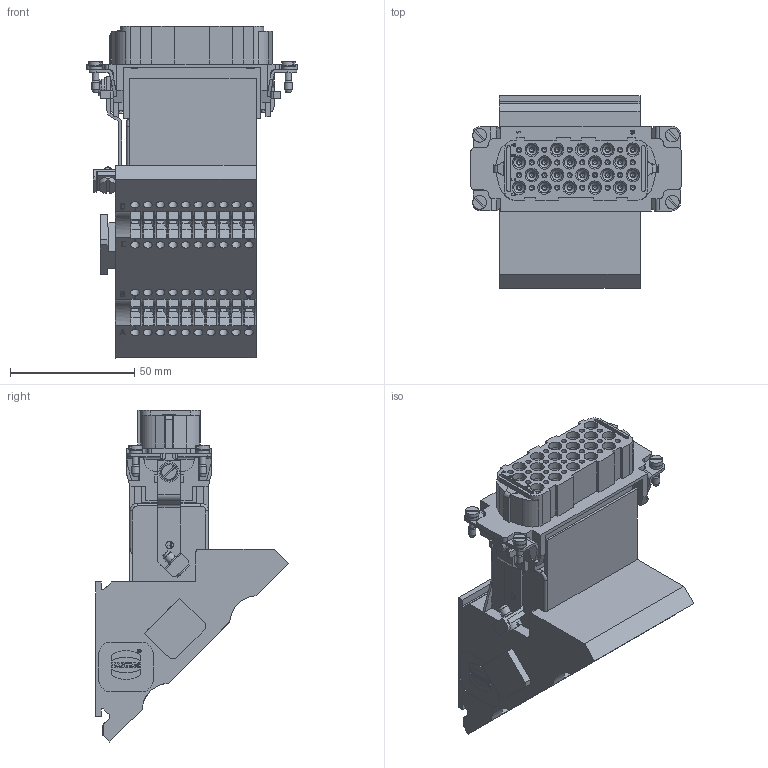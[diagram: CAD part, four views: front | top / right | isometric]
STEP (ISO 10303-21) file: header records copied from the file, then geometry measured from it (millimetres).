
FILE_DESCRIPTION(/* description */ (''),/* implementation_level */ '2;1');
FILE_NAME(/* name */ '100209478ugm000_c.stp',/* time_stamp */ '2019-12-02T13:04:19+01:00',/* author */ (''),/* organization */ (''),/* preprocessor_version */ 'ST-DEVELOPER v16.7',/* originating_system */ 'SIEMENS PLM Software NX 12.0',/* authorisation */ '');
FILE_SCHEMA (('AUTOMOTIVE_DESIGN { 1 0 10303 214 3 1 1 1 }'));
Products named in the file (1): 100209478ugm000_c
Bounding box: 84.51 x 77.58 x 133.4 mm (x, y, z)
Volume: 257007.6 mm3; surface area: 54335.3 mm2
Topology: 1 solids, 1 shells, 2246 faces, 6468 edges, 4547 vertices
Faces by surface type: plane 1420, extrusion 316, cylinder 315, cone 127, bspline 62, torus 6
Full cylindrical faces by diameter (mm): 1.32 x1, 1.56 x1, 1.68 x40, 2.1 x40, 2.3 x1, 2.45 x1, 2.5 x4, 2.925 x1, 3 x5, 3.6 x40, 4 x2, 4.2 x1, 4.35 x1, 4.5 x1, 4.65 x1, 5.2 x4, 5.4 x20, 5.5 x4, 7 x2, 8.146 x1
Entity records: 79570 total; most frequent: CARTESIAN_POINT 18614, ORIENTED_EDGE 11462, DIRECTION 9872, EDGE_CURVE 5731, VECTOR 4332, LINE 4016, VERTEX_POINT 3934, AXIS2_PLACEMENT_3D 2770
